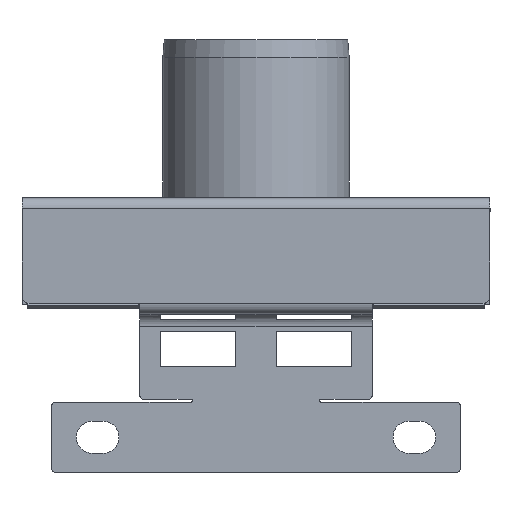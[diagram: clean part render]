
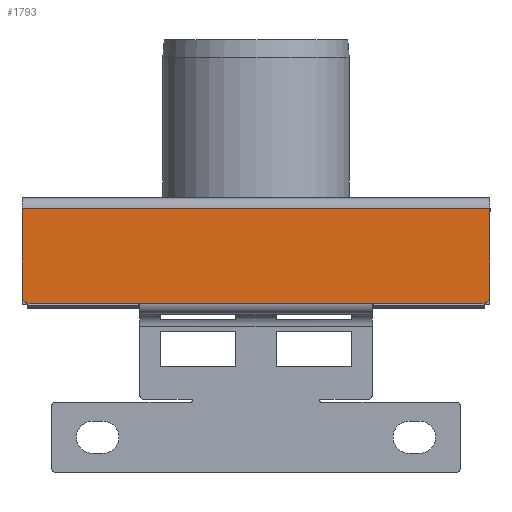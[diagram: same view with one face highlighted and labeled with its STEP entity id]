
A CAD part, top view. The second image highlights one B-rep face of the part: STEP entity #1793.
In plain terms, the highlighted planar face has unit normal (0, 0, 1).
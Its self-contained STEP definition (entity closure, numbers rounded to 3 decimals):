
#108=PLANE('',#2492);
#248=FACE_OUTER_BOUND('',#371,.T.);
#371=EDGE_LOOP('',(#1496,#1497,#1498,#1499,#1500,#1501));
#457=CIRCLE('',#2432,20.);
#473=CIRCLE('',#2478,20.);
#606=VERTEX_POINT('',#3524);
#607=VERTEX_POINT('',#3525);
#612=VERTEX_POINT('',#3538);
#662=VERTEX_POINT('',#3696);
#663=VERTEX_POINT('',#3697);
#667=VERTEX_POINT('',#3707);
#868=EDGE_CURVE('',#606,#607,#457,.T.);
#875=EDGE_CURVE('',#612,#606,#1946,.T.);
#954=EDGE_CURVE('',#662,#663,#473,.T.);
#960=EDGE_CURVE('',#667,#662,#2015,.T.);
#979=EDGE_CURVE('',#663,#607,#2031,.T.);
#980=EDGE_CURVE('',#612,#667,#2032,.T.);
#1496=ORIENTED_EDGE('',*,*,#980,.F.);
#1497=ORIENTED_EDGE('',*,*,#875,.T.);
#1498=ORIENTED_EDGE('',*,*,#868,.T.);
#1499=ORIENTED_EDGE('',*,*,#979,.F.);
#1500=ORIENTED_EDGE('',*,*,#954,.F.);
#1501=ORIENTED_EDGE('',*,*,#960,.F.);
#1793=ADVANCED_FACE('',(#248),#108,.F.);
#1946=LINE('',#3539,#2195);
#2015=LINE('',#3709,#2264);
#2031=LINE('',#3744,#2280);
#2032=LINE('',#3746,#2281);
#2195=VECTOR('',#2864,100.);
#2264=VECTOR('',#3025,100.);
#2280=VECTOR('',#3061,100.);
#2281=VECTOR('',#3064,100.);
#2432=AXIS2_PLACEMENT_3D('',#3526,#2852,#2853);
#2478=AXIS2_PLACEMENT_3D('',#3698,#3014,#3015);
#2492=AXIS2_PLACEMENT_3D('',#3745,#3062,#3063);
#2852=DIRECTION('center_axis',(0.,0.,
1.));
#2853=DIRECTION('ref_axis',(-0.707,-0.707,0.));
#2864=DIRECTION('',(0.,-1.,0.));
#3014=DIRECTION('center_axis',(0.,0.,
-1.));
#3015=DIRECTION('ref_axis',(0.707,-0.707,0.));
#3025=DIRECTION('',(0.,-1.,0.));
#3061=DIRECTION('',(-1.,0.,0.));
#3062=DIRECTION('center_axis',(0.,0.,
-1.));
#3063=DIRECTION('ref_axis',(0.,-1.,0.));
#3064=DIRECTION('',(1.,0.,0.));
#3524=CARTESIAN_POINT('',(-665.,499.022,742.834));
#3525=CARTESIAN_POINT('',(-645.,479.022,742.834));
#3526=CARTESIAN_POINT('Origin',(-645.,499.022,742.834));
#3538=CARTESIAN_POINT('',(-665.,749.022,742.834));
#3539=CARTESIAN_POINT('',(-665.,779.022,742.834));
#3696=CARTESIAN_POINT('',(665.,499.022,742.834));
#3697=CARTESIAN_POINT('',(645.,479.022,742.834));
#3698=CARTESIAN_POINT('Origin',(645.,499.022,742.834));
#3707=CARTESIAN_POINT('',(665.,749.022,742.834));
#3709=CARTESIAN_POINT('',(665.,779.022,742.834));
#3744=CARTESIAN_POINT('',(665.,479.022,742.834));
#3745=CARTESIAN_POINT('Origin',(0.,629.022,742.834));
#3746=CARTESIAN_POINT('',(-332.5,749.022,742.834));
